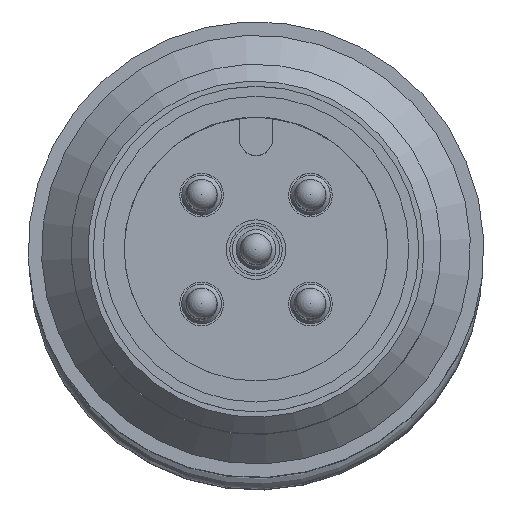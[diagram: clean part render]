
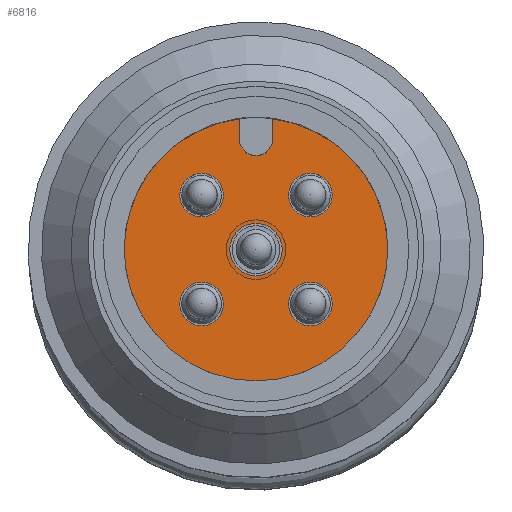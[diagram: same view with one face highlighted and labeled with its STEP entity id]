
A CAD part, top view. The second image highlights one B-rep face of the part: STEP entity #6816.
In plain terms, the highlighted planar face has unit normal (0, 0, 1).
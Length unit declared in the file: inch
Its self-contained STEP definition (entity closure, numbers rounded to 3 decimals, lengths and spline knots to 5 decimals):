
#493=LINE('',#13530,#869);
#494=LINE('',#13533,#870);
#869=VECTOR('',#8985,0.3937);
#870=VECTOR('',#8988,0.3937);
#1128=PLANE('',#7494);
#1310=FACE_BOUND('',#2075,.T.);
#1311=FACE_BOUND('',#2076,.T.);
#1312=FACE_BOUND('',#2077,.T.);
#1313=FACE_BOUND('',#2078,.T.);
#1314=FACE_BOUND('',#2079,.T.);
#1601=FACE_OUTER_BOUND('',#2074,.T.);
#2074=EDGE_LOOP('',(#5339,#5340,#5341,#5342));
#2075=EDGE_LOOP('',(#5343));
#2076=EDGE_LOOP('',(#5344));
#2077=EDGE_LOOP('',(#5345));
#2078=EDGE_LOOP('',(#5346));
#2079=EDGE_LOOP('',(#5347));
#2504=CIRCLE('',#7474,0.033);
#2517=CIRCLE('',#7492,0.166);
#2519=CIRCLE('',#7495,0.021);
#2520=CIRCLE('',#7496,0.0275);
#2521=CIRCLE('',#7497,0.0275);
#2522=CIRCLE('',#7498,0.0275);
#2523=CIRCLE('',#7499,0.0275);
#3029=VERTEX_POINT('',#13473);
#3051=VERTEX_POINT('',#13521);
#3052=VERTEX_POINT('',#13523);
#3054=VERTEX_POINT('',#13529);
#3055=VERTEX_POINT('',#13531);
#3056=VERTEX_POINT('',#13534);
#3057=VERTEX_POINT('',#13536);
#3058=VERTEX_POINT('',#13538);
#3059=VERTEX_POINT('',#13540);
#3838=EDGE_CURVE('',#3029,#3029,#2504,.T.);
#3860=EDGE_CURVE('',#3051,#3052,#2517,.T.);
#3863=EDGE_CURVE('',#3051,#3054,#493,.T.);
#3864=EDGE_CURVE('',#3054,#3055,#2519,.T.);
#3865=EDGE_CURVE('',#3055,#3052,#494,.T.);
#3866=EDGE_CURVE('',#3056,#3056,#2520,.T.);
#3867=EDGE_CURVE('',#3057,#3057,#2521,.T.);
#3868=EDGE_CURVE('',#3058,#3058,#2522,.T.);
#3869=EDGE_CURVE('',#3059,#3059,#2523,.T.);
#5339=ORIENTED_EDGE('',*,*,#3863,.T.);
#5340=ORIENTED_EDGE('',*,*,#3864,.T.);
#5341=ORIENTED_EDGE('',*,*,#3865,.T.);
#5342=ORIENTED_EDGE('',*,*,#3860,.F.);
#5343=ORIENTED_EDGE('',*,*,#3866,.T.);
#5344=ORIENTED_EDGE('',*,*,#3867,.T.);
#5345=ORIENTED_EDGE('',*,*,#3868,.T.);
#5346=ORIENTED_EDGE('',*,*,#3869,.T.);
#5347=ORIENTED_EDGE('',*,*,#3838,.T.);
#6816=ADVANCED_FACE('',(#1601,#1310,#1311,#1312,#1313,#1314),#1128,.T.);
#7474=AXIS2_PLACEMENT_3D('',#13474,#8933,#8934);
#7492=AXIS2_PLACEMENT_3D('',#13524,#8978,#8979);
#7494=AXIS2_PLACEMENT_3D('',#13528,#8983,#8984);
#7495=AXIS2_PLACEMENT_3D('',#13532,#8986,#8987);
#7496=AXIS2_PLACEMENT_3D('',#13535,#8989,#8990);
#7497=AXIS2_PLACEMENT_3D('',#13537,#8991,#8992);
#7498=AXIS2_PLACEMENT_3D('',#13539,#8993,#8994);
#7499=AXIS2_PLACEMENT_3D('',#13541,#8995,#8996);
#8933=DIRECTION('center_axis',(0.,0.,-1.));
#8934=DIRECTION('ref_axis',(1.,0.,0.));
#8978=DIRECTION('center_axis',(0.,0.,-1.));
#8979=DIRECTION('ref_axis',(1.,0.,0.));
#8983=DIRECTION('center_axis',(0.,0.,1.));
#8984=DIRECTION('ref_axis',(1.,0.,0.));
#8985=DIRECTION('',(0.,-1.,0.));
#8986=DIRECTION('center_axis',(0.,0.,-1.));
#8987=DIRECTION('ref_axis',(-1.,0.,0.));
#8988=DIRECTION('',(0.,1.,0.));
#8989=DIRECTION('center_axis',(0.,0.,-1.));
#8990=DIRECTION('ref_axis',(-0.707,0.707,0.));
#8991=DIRECTION('center_axis',(0.,0.,-1.));
#8992=DIRECTION('ref_axis',(-0.707,-0.707,0.));
#8993=DIRECTION('center_axis',(0.,0.,-1.));
#8994=DIRECTION('ref_axis',(0.707,-0.707,0.));
#8995=DIRECTION('center_axis',(0.,0.,-1.));
#8996=DIRECTION('ref_axis',(0.707,0.707,0.));
#13473=CARTESIAN_POINT('',(0.,0.033,0.));
#13474=CARTESIAN_POINT('Origin',(0.,0.,0.));
#13521=CARTESIAN_POINT('',(0.021,0.16467,0.));
#13523=CARTESIAN_POINT('',(-0.021,0.16467,0.));
#13524=CARTESIAN_POINT('Origin',(0.,0.,0.));
#13528=CARTESIAN_POINT('Origin',(0.,0.166,0.));
#13529=CARTESIAN_POINT('',(0.021,0.139,0.));
#13530=CARTESIAN_POINT('',(0.021,0.1525,0.));
#13531=CARTESIAN_POINT('',(-0.021,0.139,0.));
#13532=CARTESIAN_POINT('Origin',(0.,0.139,0.));
#13533=CARTESIAN_POINT('',(-0.021,0.16533,0.));
#13534=CARTESIAN_POINT('',(-0.08792,0.08792,0.));
#13535=CARTESIAN_POINT('Origin',(-0.06847,0.06847,
0.));
#13536=CARTESIAN_POINT('',(-0.08792,-0.08792,0.));
#13537=CARTESIAN_POINT('Origin',(-0.06847,-0.06847,
0.));
#13538=CARTESIAN_POINT('',(0.08792,-0.08792,0.));
#13539=CARTESIAN_POINT('Origin',(0.06847,-0.06847,
0.));
#13540=CARTESIAN_POINT('',(0.08792,0.08792,0.));
#13541=CARTESIAN_POINT('Origin',(0.06847,0.06847,
0.));
